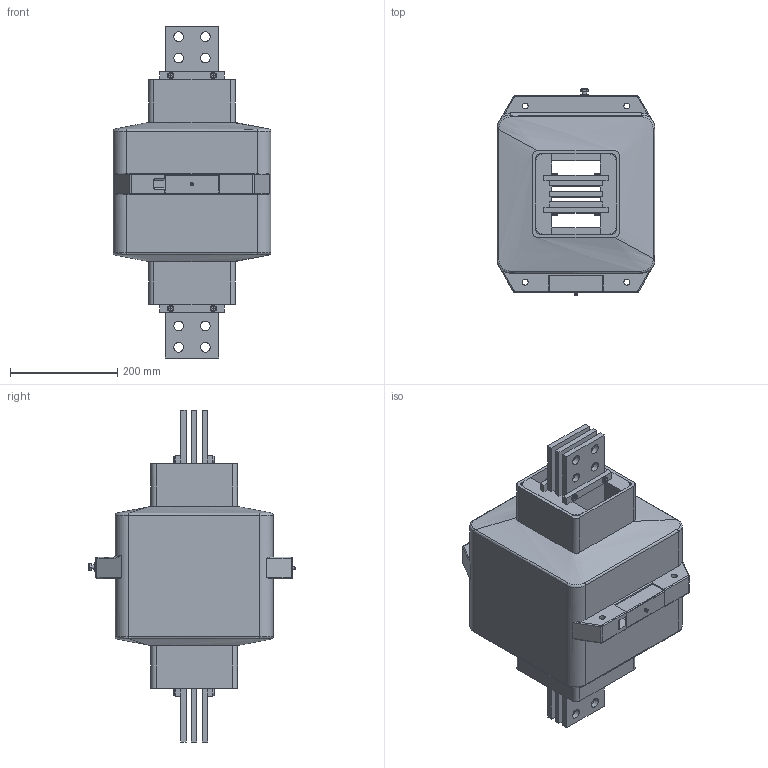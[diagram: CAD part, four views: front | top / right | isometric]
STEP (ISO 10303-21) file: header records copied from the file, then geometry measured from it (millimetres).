
FILE_DESCRIPTION (( 'STEP AP214' ), '1' );
FILE_NAME ('22208-021_ARM-20d_3000A.STEP', '2026-03-17T08:46:49', ( '' ), ( '' ), 'SwSTEP 2.0', 'SolidWorks 2020', '' );
FILE_SCHEMA (( 'AUTOMOTIVE_DESIGN' ));
Length unit declared in the file: millimetre
Products named in the file (1): 22208-021_ARM-20d_3000A
Bounding box: 295 x 385 x 620 mm (x, y, z)
Volume: 20726001.6 mm3; surface area: 1257010.3 mm2
Topology: 2 solids, 11 shells, 546 faces, 1519 edges, 979 vertices
Faces by surface type: plane 311, cylinder 177, torus 26, bspline 22, cone 10
Entity records: 26630 total; most frequent: CARTESIAN_POINT 9061, ORIENTED_EDGE 3030, DIRECTION 2889, EDGE_CURVE 1515, LINE 1027, VECTOR 1027, VERTEX_POINT 979, AXIS2_PLACEMENT_3D 931
